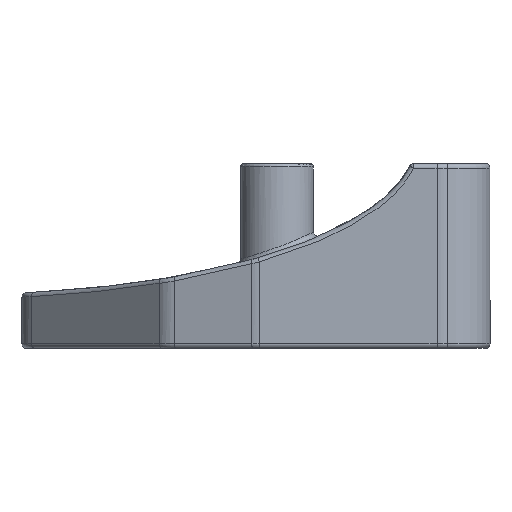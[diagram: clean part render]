
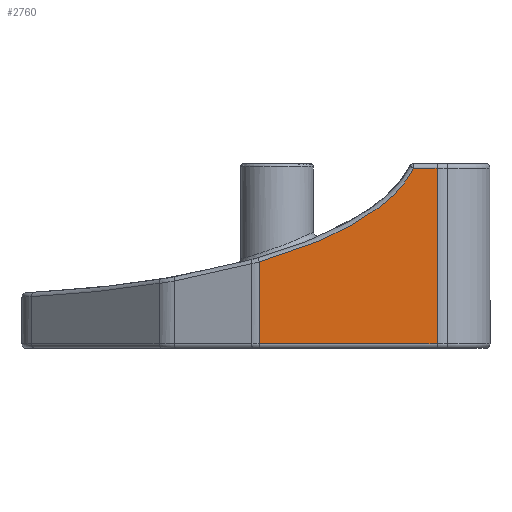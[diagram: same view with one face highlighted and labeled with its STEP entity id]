
A CAD part, left-side view. The second image highlights one B-rep face of the part: STEP entity #2760.
In plain terms, the highlighted planar face has unit normal (-1, 0, 0).
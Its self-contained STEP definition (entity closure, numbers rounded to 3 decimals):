
#57=PLANE('',#2958);
#145=LINE('',#5388,#332);
#146=LINE('',#5392,#333);
#147=LINE('',#5394,#334);
#148=LINE('',#5395,#335);
#332=VECTOR('',#3323,10.);
#333=VECTOR('',#3328,10.);
#334=VECTOR('',#3329,10.);
#335=VECTOR('',#3330,10.);
#593=FACE_OUTER_BOUND('',#775,.T.);
#775=EDGE_LOOP('',(#2005,#2006,#2007,#2008,#2009));
#1149=B_SPLINE_CURVE_WITH_KNOTS('',3,(#5295,#5296,#5297,#5298,#5299,#5300),
 .UNSPECIFIED.,.F.,.F.,(4,1,1,4),(-1.704,-0.73,
-0.243,0.),.UNSPECIFIED.);
#1226=VERTEX_POINT('',#5252);
#1227=VERTEX_POINT('',#5294);
#1240=VERTEX_POINT('',#5387);
#1241=VERTEX_POINT('',#5391);
#1242=VERTEX_POINT('',#5393);
#1502=EDGE_CURVE('',#1226,#1227,#1149,.T.);
#1521=EDGE_CURVE('',#1227,#1240,#145,.T.);
#1523=EDGE_CURVE('',#1226,#1241,#146,.T.);
#1524=EDGE_CURVE('',#1242,#1241,#147,.T.);
#1525=EDGE_CURVE('',#1240,#1242,#148,.T.);
#2005=ORIENTED_EDGE('',*,*,#1502,.F.);
#2006=ORIENTED_EDGE('',*,*,#1523,.T.);
#2007=ORIENTED_EDGE('',*,*,#1524,.F.);
#2008=ORIENTED_EDGE('',*,*,#1525,.F.);
#2009=ORIENTED_EDGE('',*,*,#1521,.F.);
#2760=ADVANCED_FACE('',(#593),#57,.T.);
#2958=AXIS2_PLACEMENT_3D('',#5390,#3326,#3327);
#3323=DIRECTION('',(0.,-1.,0.));
#3326=DIRECTION('center_axis',(-1.,0.,0.));
#3327=DIRECTION('ref_axis',(0.,1.,0.));
#3328=DIRECTION('',(0.,0.,-1.));
#3329=DIRECTION('',(0.,1.,0.));
#3330=DIRECTION('',(0.,0.,-1.));
#5252=CARTESIAN_POINT('',(-26.627,0.854,-12.776));
#5294=CARTESIAN_POINT('',(-26.627,-13.347,-4.139));
#5295=CARTESIAN_POINT('Ctrl Pts',(-26.627,0.854,-12.776));
#5296=CARTESIAN_POINT('Ctrl Pts',(-26.627,-2.261,-11.874));
#5297=CARTESIAN_POINT('Ctrl Pts',(-26.627,-6.869,-10.19));
#5298=CARTESIAN_POINT('Ctrl Pts',(-26.627,-11.547,-6.866));
#5299=CARTESIAN_POINT('Ctrl Pts',(-26.627,-12.999,-4.873));
#5300=CARTESIAN_POINT('Ctrl Pts',(-26.627,-13.347,-4.139));
#5387=CARTESIAN_POINT('',(-26.627,-15.511,-4.139));
#5388=CARTESIAN_POINT('',(-26.627,-7.177,-4.139));
#5390=CARTESIAN_POINT('Origin',(-26.627,-15.511,-3.739));
#5391=CARTESIAN_POINT('',(-26.627,0.854,-20.339));
#5392=CARTESIAN_POINT('',(-26.627,0.854,-3.739));
#5393=CARTESIAN_POINT('',(-26.627,-15.511,-20.339));
#5394=CARTESIAN_POINT('',(-26.627,-7.177,-20.339));
#5395=CARTESIAN_POINT('',(-26.627,-15.511,-3.739));
